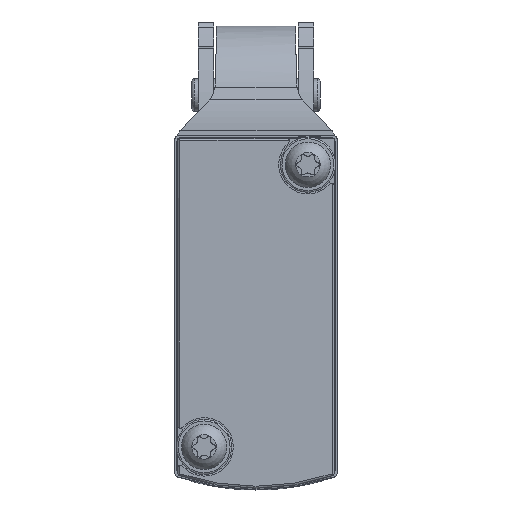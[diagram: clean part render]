
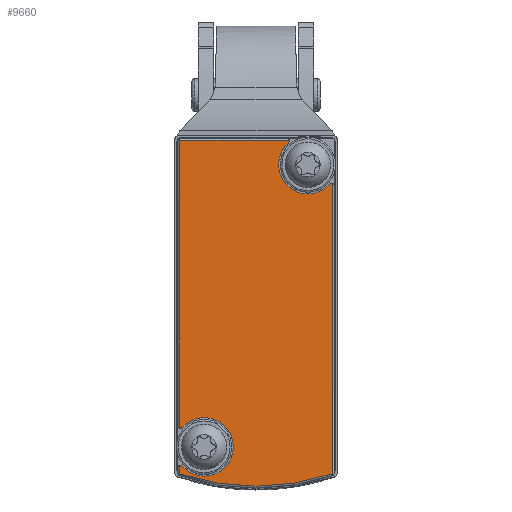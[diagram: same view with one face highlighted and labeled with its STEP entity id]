
A CAD part, front view. The second image highlights one B-rep face of the part: STEP entity #9660.
In plain terms, the highlighted planar face has unit normal (0, -1, 0).
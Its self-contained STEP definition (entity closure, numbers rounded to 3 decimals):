
#130=CIRCLE('',#10192,0.4);
#131=CIRCLE('',#10193,3.6);
#132=CIRCLE('',#10194,0.4);
#133=CIRCLE('',#10195,29.537);
#134=CIRCLE('',#10196,0.4);
#135=CIRCLE('',#10197,3.6);
#136=CIRCLE('',#10198,0.4);
#1016=LINE('',#14035,#1557);
#1017=LINE('',#14044,#1558);
#1018=LINE('',#14048,#1559);
#1019=LINE('',#14056,#1560);
#1557=VECTOR('',#11297,1000.);
#1558=VECTOR('',#11304,1000.);
#1559=VECTOR('',#11307,1000.);
#1560=VECTOR('',#11314,1000.);
#2107=ORIENTED_EDGE('',*,*,#4535,.T.);
#2108=ORIENTED_EDGE('',*,*,#4536,.F.);
#2109=ORIENTED_EDGE('',*,*,#4537,.T.);
#2110=ORIENTED_EDGE('',*,*,#4538,.F.);
#2111=ORIENTED_EDGE('',*,*,#4539,.T.);
#2112=ORIENTED_EDGE('',*,*,#4540,.T.);
#2113=ORIENTED_EDGE('',*,*,#4541,.F.);
#2114=ORIENTED_EDGE('',*,*,#4542,.F.);
#2115=ORIENTED_EDGE('',*,*,#4543,.T.);
#2116=ORIENTED_EDGE('',*,*,#4544,.F.);
#2117=ORIENTED_EDGE('',*,*,#4545,.T.);
#4535=EDGE_CURVE('',#5749,#5750,#1016,.F.);
#4536=EDGE_CURVE('',#5751,#5750,#130,.T.);
#4537=EDGE_CURVE('',#5751,#5752,#131,.T.);
#4538=EDGE_CURVE('',#5753,#5752,#132,.T.);
#4539=EDGE_CURVE('',#5753,#5754,#1017,.F.);
#4540=EDGE_CURVE('',#5754,#5755,#133,.T.);
#4541=EDGE_CURVE('',#5756,#5755,#1018,.F.);
#4542=EDGE_CURVE('',#5757,#5756,#134,.T.);
#4543=EDGE_CURVE('',#5757,#5758,#135,.T.);
#4544=EDGE_CURVE('',#5759,#5758,#136,.T.);
#4545=EDGE_CURVE('',#5759,#5749,#1019,.T.);
#5749=VERTEX_POINT('',#14036);
#5750=VERTEX_POINT('',#14037);
#5751=VERTEX_POINT('',#14039);
#5752=VERTEX_POINT('',#14041);
#5753=VERTEX_POINT('',#14043);
#5754=VERTEX_POINT('',#14045);
#5755=VERTEX_POINT('',#14047);
#5756=VERTEX_POINT('',#14049);
#5757=VERTEX_POINT('',#14051);
#5758=VERTEX_POINT('',#14053);
#5759=VERTEX_POINT('',#14055);
#6612=EDGE_LOOP('',(#2107,#2108,#2109,#2110,#2111,#2112,#2113,#2114,#2115,
#2116,#2117));
#7263=FACE_BOUND('',#6612,.T.);
#7912=PLANE('',#10191);
#9660=ADVANCED_FACE('',(#7263),#7912,.F.);
#10191=AXIS2_PLACEMENT_3D('',#14034,#11295,#11296);
#10192=AXIS2_PLACEMENT_3D('',#14038,#11298,#11299);
#10193=AXIS2_PLACEMENT_3D('',#14040,#11300,#11301);
#10194=AXIS2_PLACEMENT_3D('',#14042,#11302,#11303);
#10195=AXIS2_PLACEMENT_3D('',#14046,#11305,#11306);
#10196=AXIS2_PLACEMENT_3D('',#14050,#11308,#11309);
#10197=AXIS2_PLACEMENT_3D('',#14052,#11310,#11311);
#10198=AXIS2_PLACEMENT_3D('',#14054,#11312,#11313);
#11295=DIRECTION('',(0.,1.,0.));
#11296=DIRECTION('',(0.,0.,1.));
#11297=DIRECTION('',(-1.,0.,0.));
#11298=DIRECTION('',(0.,1.,0.));
#11299=DIRECTION('',(1.,0.,0.));
#11300=DIRECTION('',(0.,1.,0.));
#11301=DIRECTION('',(1.,0.,0.));
#11302=DIRECTION('',(0.,1.,0.));
#11303=DIRECTION('',(1.,0.,0.));
#11304=DIRECTION('',(-1.,0.,0.));
#11305=DIRECTION('',(0.,-1.,0.));
#11306=DIRECTION('',(0.,0.,-1.));
#11307=DIRECTION('',(-1.,0.,0.));
#11308=DIRECTION('',(0.,1.,0.));
#11309=DIRECTION('',(1.,0.,0.));
#11310=DIRECTION('',(0.,1.,0.));
#11311=DIRECTION('',(1.,0.,0.));
#11312=DIRECTION('',(0.,1.,0.));
#11313=DIRECTION('',(1.,0.,0.));
#11314=DIRECTION('',(0.,0.,-1.));
#14034=CARTESIAN_POINT('',(-20.25,-13.2,-9.25));
#14035=CARTESIAN_POINT('',(25.,-13.2,-9.387));
#14036=CARTESIAN_POINT('',(-20.387,-13.2,-9.387));
#14037=CARTESIAN_POINT('',(15.097,-13.2,-9.387));
#14038=CARTESIAN_POINT('',(14.699,-13.2,-9.35));
#14039=CARTESIAN_POINT('',(14.969,-13.2,-9.055));
#14040=CARTESIAN_POINT('',(17.4,-13.2,-6.4));
#14041=CARTESIAN_POINT('',(19.831,-13.2,-9.055));
#14042=CARTESIAN_POINT('',(20.101,-13.2,-9.35));
#14043=CARTESIAN_POINT('',(19.703,-13.2,-9.387));
#14044=CARTESIAN_POINT('',(25.,-13.2,-9.387));
#14045=CARTESIAN_POINT('',(20.722,-13.2,-9.387));
#14046=CARTESIAN_POINT('',(-7.284,-13.2,0.));
#14047=CARTESIAN_POINT('',(20.722,-13.2,9.387));
#14048=CARTESIAN_POINT('',(25.,-13.2,9.387));
#14049=CARTESIAN_POINT('',(-15.097,-13.2,9.387));
#14050=CARTESIAN_POINT('',(-14.699,-13.2,9.35));
#14051=CARTESIAN_POINT('',(-14.969,-13.2,9.055));
#14052=CARTESIAN_POINT('',(-17.4,-13.2,6.4));
#14053=CARTESIAN_POINT('',(-20.055,-13.2,3.969));
#14054=CARTESIAN_POINT('',(-20.35,-13.2,3.699));
#14055=CARTESIAN_POINT('',(-20.387,-13.2,4.097));
#14056=CARTESIAN_POINT('',(-20.387,-13.2,10.));
